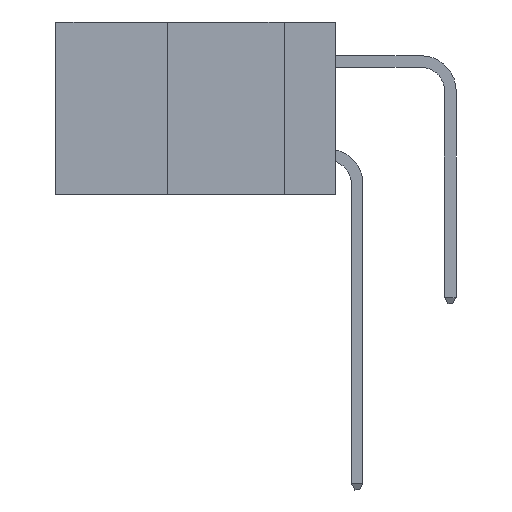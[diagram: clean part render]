
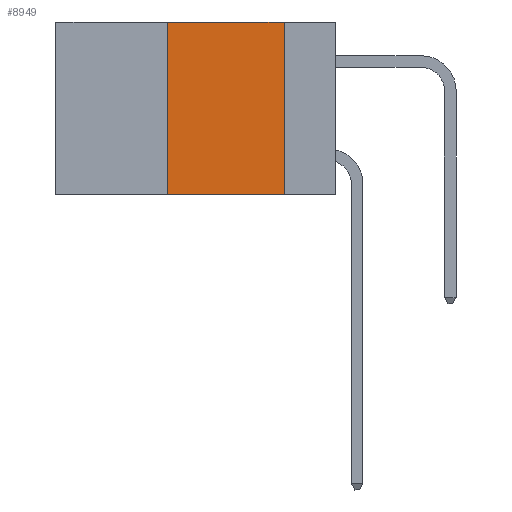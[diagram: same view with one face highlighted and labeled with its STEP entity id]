
A CAD part, left-side view. The second image highlights one B-rep face of the part: STEP entity #8949.
In plain terms, the highlighted planar face has unit normal (-1, 0, 0).
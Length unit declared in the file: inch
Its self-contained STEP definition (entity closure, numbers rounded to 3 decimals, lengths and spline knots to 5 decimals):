
#149 = EDGE_CURVE ( 'NONE', #10243, #8084, #12995, .T. ) ;
#319 = VERTEX_POINT ( 'NONE', #5605 ) ;
#375 = CARTESIAN_POINT ( 'NONE',  ( 0., 0.36, 0. ) ) ;
#963 = CARTESIAN_POINT ( 'NONE',  ( 0., 0.6, 0. ) ) ;
#1068 = LINE ( 'NONE', #375, #3792 ) ;
#1331 = VECTOR ( 'NONE', #16369, 39.37008 ) ;
#3141 = VECTOR ( 'NONE', #7370, 39.37008 ) ;
#3792 = VECTOR ( 'NONE', #6618, 39.37008 ) ;
#5562 = AXIS2_PLACEMENT_3D ( 'NONE', #14354, #11398, #9780 ) ;
#5605 = CARTESIAN_POINT ( 'NONE',  ( 0., 0.36, 0. ) ) ;
#6578 = EDGE_LOOP ( 'NONE', ( #18300, #17442, #18008, #14950 ) ) ;
#6618 = DIRECTION ( 'NONE',  ( 0., 0., 1. ) ) ;
#7370 = DIRECTION ( 'NONE',  ( 0., 0., -1. ) ) ;
#8084 = VERTEX_POINT ( 'NONE', #14330 ) ;
#8949 = ADVANCED_FACE ( 'NONE', ( #12717 ), #14573, .F. ) ;
#9306 = CARTESIAN_POINT ( 'NONE',  ( 0., 0.11, 0. ) ) ;
#9780 = DIRECTION ( 'NONE',  ( 0., 0., -1. ) ) ;
#10046 = CARTESIAN_POINT ( 'NONE',  ( 0., 0.6, -0.37 ) ) ;
#10243 = VERTEX_POINT ( 'NONE', #13778 ) ;
#10548 = EDGE_CURVE ( 'NONE', #319, #11560, #10573, .T. ) ;
#10573 = LINE ( 'NONE', #963, #15415 ) ;
#11398 = DIRECTION ( 'NONE',  ( 1., 0., 0. ) ) ;
#11560 = VERTEX_POINT ( 'NONE', #9306 ) ;
#12717 = FACE_OUTER_BOUND ( 'NONE', #6578, .T. ) ;
#12995 = LINE ( 'NONE', #10046, #1331 ) ;
#13778 = CARTESIAN_POINT ( 'NONE',  ( 0., 0.36, -0.37 ) ) ;
#14330 = CARTESIAN_POINT ( 'NONE',  ( 0., 0.11, -0.37 ) ) ;
#14354 = CARTESIAN_POINT ( 'NONE',  ( 0., 0.6, 0. ) ) ;
#14573 = PLANE ( 'NONE',  #5562 ) ;
#14950 = ORIENTED_EDGE ( 'NONE', *, *, #149, .T. ) ;
#15141 = CARTESIAN_POINT ( 'NONE',  ( 0., 0.11, 0. ) ) ;
#15415 = VECTOR ( 'NONE', #18141, 39.37008 ) ;
#16369 = DIRECTION ( 'NONE',  ( 0., -1., 0. ) ) ;
#17442 = ORIENTED_EDGE ( 'NONE', *, *, #10548, .F. ) ;
#17756 = EDGE_CURVE ( 'NONE', #10243, #319, #1068, .T. ) ;
#18008 = ORIENTED_EDGE ( 'NONE', *, *, #17756, .F. ) ;
#18141 = DIRECTION ( 'NONE',  ( 0., -1., 0. ) ) ;
#18191 = EDGE_CURVE ( 'NONE', #11560, #8084, #18413, .T. ) ;
#18300 = ORIENTED_EDGE ( 'NONE', *, *, #18191, .F. ) ;
#18413 = LINE ( 'NONE', #15141, #3141 ) ;
